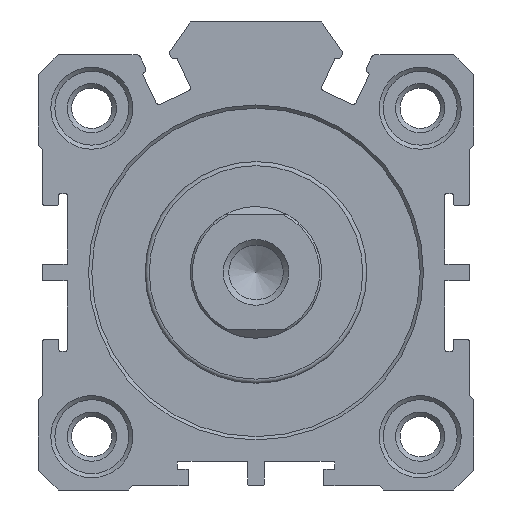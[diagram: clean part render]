
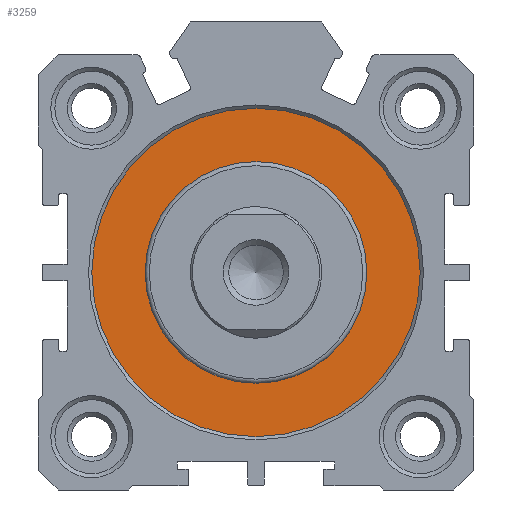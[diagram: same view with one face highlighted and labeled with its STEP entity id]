
A CAD part, left-side view. The second image highlights one B-rep face of the part: STEP entity #3259.
In plain terms, the highlighted planar face has unit normal (-1, 0, 0).
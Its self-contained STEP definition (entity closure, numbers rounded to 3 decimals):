
#1494=ORIENTED_EDGE('',*,*,#1954,.T.);
#1495=ORIENTED_EDGE('',*,*,#1953,.F.);
#1953=EDGE_CURVE('',#2269,#2269,#2436,.T.);
#1954=EDGE_CURVE('',#2270,#2270,#2437,.T.);
#2269=VERTEX_POINT('',#5564);
#2270=VERTEX_POINT('',#5567);
#2436=CIRCLE('',#3628,20.);
#2437=CIRCLE('',#3630,13.5);
#2682=EDGE_LOOP('',(#1494));
#2683=EDGE_LOOP('',(#1495));
#2951=FACE_BOUND('',#2682,.T.);
#2952=FACE_BOUND('',#2683,.T.);
#3080=PLANE('',#3629);
#3259=ADVANCED_FACE('',(#2951,#2952),#3080,.T.);
#3628=AXIS2_PLACEMENT_3D('',#5563,#4578,#4579);
#3629=AXIS2_PLACEMENT_3D('',#5565,#4580,#4581);
#3630=AXIS2_PLACEMENT_3D('',#5566,#4582,#4583);
#4578=DIRECTION('',(1.,0.,0.));
#4579=DIRECTION('',(0.,0.,-1.));
#4580=DIRECTION('',(-1.,0.,0.));
#4581=DIRECTION('',(0.,0.,1.));
#4582=DIRECTION('',(1.,0.,0.));
#4583=DIRECTION('',(0.,0.,-1.));
#5563=CARTESIAN_POINT('',(3.55,0.,0.));
#5564=CARTESIAN_POINT('',(3.55,0.,-20.));
#5565=CARTESIAN_POINT('',(3.55,20.,0.));
#5566=CARTESIAN_POINT('',(3.55,0.,0.));
#5567=CARTESIAN_POINT('',(3.55,0.,-13.5));
